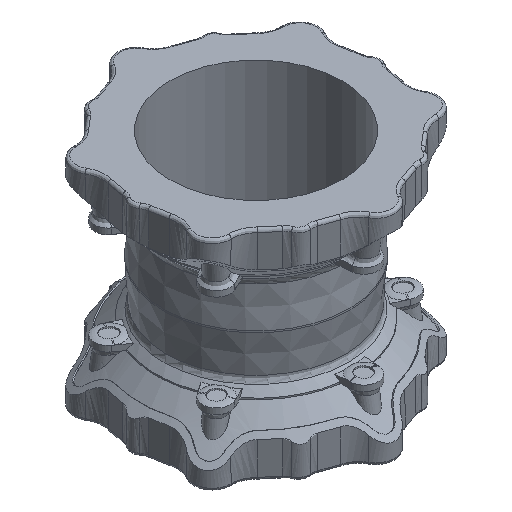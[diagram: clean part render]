
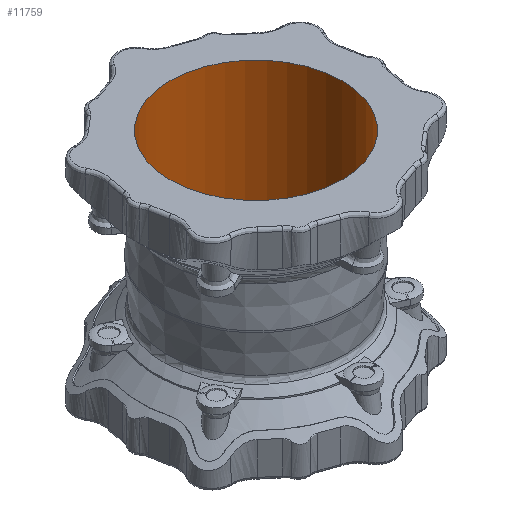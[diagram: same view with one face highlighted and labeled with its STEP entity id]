
A CAD part, isometric view. The second image highlights one B-rep face of the part: STEP entity #11759.
In plain terms, the highlighted cylindrical face has radius 150.5 mm (diameter 301 mm), a full revolution.
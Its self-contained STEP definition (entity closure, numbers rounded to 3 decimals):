
#132 = EDGE_CURVE ( 'NONE', #20558, #20558, #3187, .T. ) ;
#3187 = CIRCLE ( 'NONE', #25071, 150.5 ) ;
#11759 = ADVANCED_FACE ( 'NONE', ( #20316, #20314 ), #20319, .F. ) ;
#16315 = AXIS2_PLACEMENT_3D ( 'NONE', #23709, #23710, #23711 ) ;
#16316 = AXIS2_PLACEMENT_3D ( 'NONE', #22582, #22583, #22577 ) ;
#17060 = EDGE_CURVE ( 'NONE', #20559, #20559, #20322, .T. ) ;
#20314 = FACE_OUTER_BOUND ( 'NONE', #38457, .T. ) ;
#20316 = FACE_OUTER_BOUND ( 'NONE', #38453, .T. ) ;
#20319 = CYLINDRICAL_SURFACE ( 'NONE', #16316, 150.5 ) ;
#20322 = CIRCLE ( 'NONE', #16315, 150.5 ) ;
#20558 = VERTEX_POINT ( 'NONE', #36110 ) ;
#20559 = VERTEX_POINT ( 'NONE', #36115 ) ;
#22577 = DIRECTION ( 'NONE',  ( 1., 0., 0. ) ) ;
#22582 = CARTESIAN_POINT ( 'NONE',  ( 0., 0., -190.523 ) ) ;
#22583 = DIRECTION ( 'NONE',  ( 0., 0., 1. ) ) ;
#23190 = CARTESIAN_POINT ( 'NONE',  ( 0., 0., -190.5 ) ) ;
#23191 = DIRECTION ( 'NONE',  ( 0., 0., -1. ) ) ;
#23192 = DIRECTION ( 'NONE',  ( -1., 0., 0. ) ) ;
#23709 = CARTESIAN_POINT ( 'NONE',  ( 0., 0., 190.5 ) ) ;
#23710 = DIRECTION ( 'NONE',  ( 0., 0., 1. ) ) ;
#23711 = DIRECTION ( 'NONE',  ( 1., 0., 0. ) ) ;
#25071 = AXIS2_PLACEMENT_3D ( 'NONE', #23190, #23191, #23192 ) ;
#36110 = CARTESIAN_POINT ( 'NONE',  ( -150.5, 0., -190.5 ) ) ;
#36115 = CARTESIAN_POINT ( 'NONE',  ( 150.5, 0., 190.5 ) ) ;
#38283 = ORIENTED_EDGE ( 'NONE', *, *, #132, .T. ) ;
#38284 = ORIENTED_EDGE ( 'NONE', *, *, #17060, .T. ) ;
#38453 = EDGE_LOOP ( 'NONE', ( #38283 ) ) ;
#38457 = EDGE_LOOP ( 'NONE', ( #38284 ) ) ;
